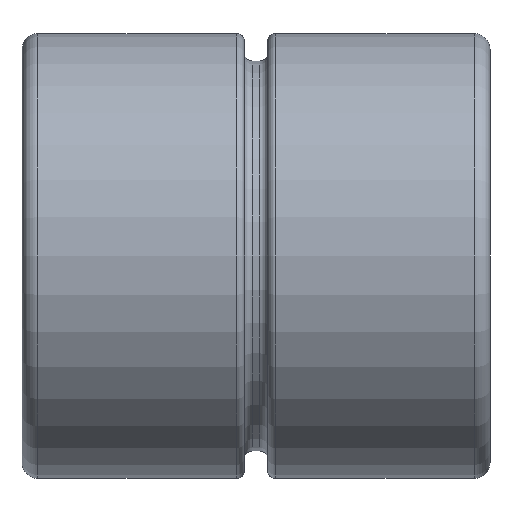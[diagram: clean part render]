
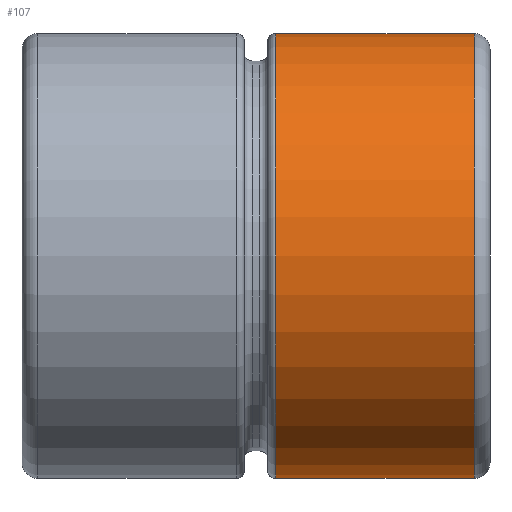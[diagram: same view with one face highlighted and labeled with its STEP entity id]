
A CAD part, front view. The second image highlights one B-rep face of the part: STEP entity #107.
In plain terms, the highlighted cylindrical face has radius 14.25 mm (diameter 28.5 mm), a partial arc.
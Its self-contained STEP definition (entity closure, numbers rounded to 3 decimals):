
#107 = ADVANCED_FACE( '', ( #184 ), #185, .T. );
#184 = FACE_OUTER_BOUND( '', #272, .T. );
#185 = CYLINDRICAL_SURFACE( '', #273, 14.25 );
#272 = EDGE_LOOP( '', ( #608, #609, #610, #611 ) );
#273 = AXIS2_PLACEMENT_3D( '', #612, #613, #614 );
#608 = ORIENTED_EDGE( '', *, *, #815, .F. );
#609 = ORIENTED_EDGE( '', *, *, #817, .T. );
#610 = ORIENTED_EDGE( '', *, *, #700, .F. );
#611 = ORIENTED_EDGE( '', *, *, #743, .F. );
#612 = CARTESIAN_POINT( '', ( 15., 0., 0. ) );
#613 = DIRECTION( '', ( -1., 0., 0. ) );
#614 = DIRECTION( '', ( 0., 0., -1. ) );
#700 = EDGE_CURVE( '', #839, #841, #842, .F. );
#743 = EDGE_CURVE( '', #923, #839, #924, .T. );
#815 = EDGE_CURVE( '', #1033, #923, #1035, .T. );
#817 = EDGE_CURVE( '', #1033, #841, #1037, .T. );
#839 = VERTEX_POINT( '', #1066 );
#841 = VERTEX_POINT( '', #1077 );
#842 = LINE( '', #1078, #1079 );
#923 = VERTEX_POINT( '', #1275 );
#924 = CIRCLE( '', #1276, 14.25 );
#1033 = VERTEX_POINT( '', #1467 );
#1035 = LINE( '', #1474, #1475 );
#1037 = CIRCLE( '', #1477, 14.25 );
#1066 = CARTESIAN_POINT( '', ( 14., -0.02, -14.25 ) );
#1077 = CARTESIAN_POINT( '', ( 1.25, -0.02, -14.25 ) );
#1078 = CARTESIAN_POINT( '', ( 15., -0.02, -14.25 ) );
#1079 = VECTOR( '', #1491, 1000. );
#1275 = CARTESIAN_POINT( '', ( 14., -0.02, 14.25 ) );
#1276 = AXIS2_PLACEMENT_3D( '', #1547, #1548, #1549 );
#1467 = CARTESIAN_POINT( '', ( 1.25, -0.02, 14.25 ) );
#1474 = CARTESIAN_POINT( '', ( 15., -0.02, 14.25 ) );
#1475 = VECTOR( '', #1647, 1000. );
#1477 = AXIS2_PLACEMENT_3D( '', #1651, #1652, #1653 );
#1491 = DIRECTION( '', ( 1., 0., 0. ) );
#1547 = CARTESIAN_POINT( '', ( 14., 0., 0. ) );
#1548 = DIRECTION( '', ( 1., 0., 0. ) );
#1549 = DIRECTION( '', ( 0., 0., -1. ) );
#1647 = DIRECTION( '', ( 1., 0., 0. ) );
#1651 = CARTESIAN_POINT( '', ( 1.25, 0., 0. ) );
#1652 = DIRECTION( '', ( 1., 0., 0. ) );
#1653 = DIRECTION( '', ( 0., 0., -1. ) );
